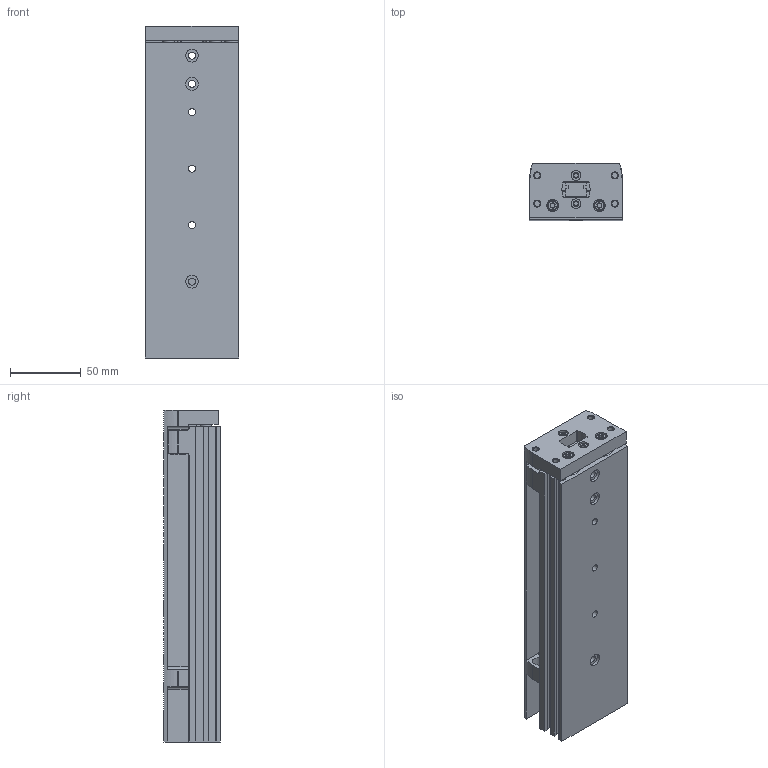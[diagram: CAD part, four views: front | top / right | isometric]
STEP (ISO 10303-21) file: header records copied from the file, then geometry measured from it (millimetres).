
FILE_DESCRIPTION(/* description */ ('STEP AP214'),/* implementation_level */ '2;1');
FILE_NAME(/* name */ '8078861_DGST-16-150-E1A',/* time_stamp */ '2024-08-16T06:23:29+02:00',/* author */ ('License CC BY-ND 4.0'),/* organization */ ('CADENAS'),/* preprocessor_version */ 'ST-DEVELOPER v19.3',/* originating_system */ 'PARTsolutions',/* authorisation */ ' ');
FILE_SCHEMA (('AUTOMOTIVE_DESIGN {1 0 10303 214 3 1 1}'));
Length unit declared in the file: millimetre
Products named in the file (3): 8078861 DGST-16-150-E1A---(0-high); 8073895 DGST-16-150---E1---(mechanical-high)h; 8073895 DGST-16-150---(mechanical-high)s
Assembly tree (2 placements, depth 2):
  8078861 DGST-16-150-E1A---(0-high)
    8073895 DGST-16-150---E1---(mechanical-high)h
    8073895 DGST-16-150---(mechanical-high)s
Bounding box: 66 x 40 x 235 mm (x, y, z)
Volume: 450694 mm3; surface area: 135289 mm2
Topology: 2 solids, 2 shells, 521 faces, 1257 edges, 825 vertices
Faces by surface type: cylinder 275, plane 201, cone 31, torus 14
Full cylindrical faces by diameter (mm): 3.242 x4, 4.134 x12, 4.917 x6, 5 x3, 6 x10, 7 x9, 7.2 x1, 8 x5, 8.1 x2, 8.5 x2, 8.917 x2, 9 x3, 9.5 x7, 10 x5, 11 x2, 16 x6
Entity records: 16532 total; most frequent: DIRECTION 2770, CARTESIAN_POINT 2500, ORIENTED_EDGE 2256, EDGE_CURVE 1128, AXIS2_PLACEMENT_3D 1126, VERTEX_POINT 820, EDGE_LOOP 758, FACE_BOUND 758
